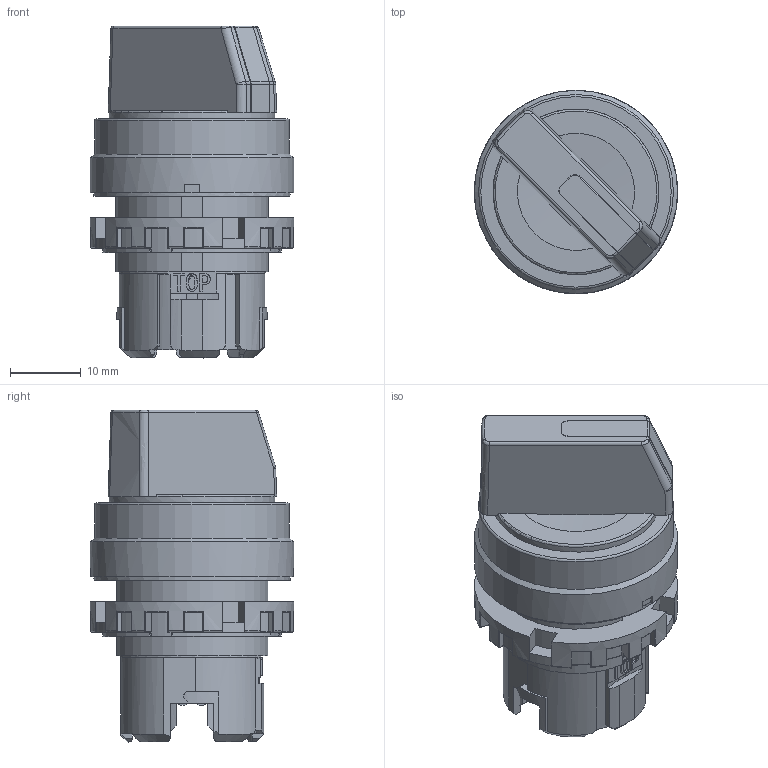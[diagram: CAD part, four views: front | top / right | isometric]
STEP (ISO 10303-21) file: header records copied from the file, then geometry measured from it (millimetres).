
FILE_DESCRIPTION( ( 'Unknown' ), '1' );
FILE_NAME( 'A20S-2Ex-Solid3D-20180706.stp', 'Unknown', ( 'Unknown' ), ( 'Unknown' ), 'XStep 1.0', 'Unknown', ' ' );
FILE_SCHEMA( ( 'automotive_design' ) );
Length unit declared in the file: millimetre
Products named in the file (1): BA20SM0101-A20S本體-20090202
Bounding box: 28.8 x 28.8 x 47.05 mm (x, y, z)
Volume: 17408.7 mm3; surface area: 5710.8 mm2
Topology: 1 solids, 1 shells, 497 faces, 1302 edges, 812 vertices
Faces by surface type: plane 228, cylinder 155, torus 48, bspline 30, cone 14, sphere 12, extrusion 10
Full cylindrical faces by diameter (mm): 23.5 x1, 27.6 x1, 27.8 x1, 28.8 x1
Entity records: 20625 total; most frequent: CARTESIAN_POINT 4527, ORIENTED_EDGE 2570, DIRECTION 2544, EDGE_CURVE 1285, AXIS2_PLACEMENT_3D 942, VERTEX_POINT 809, VECTOR 660, LINE 650
